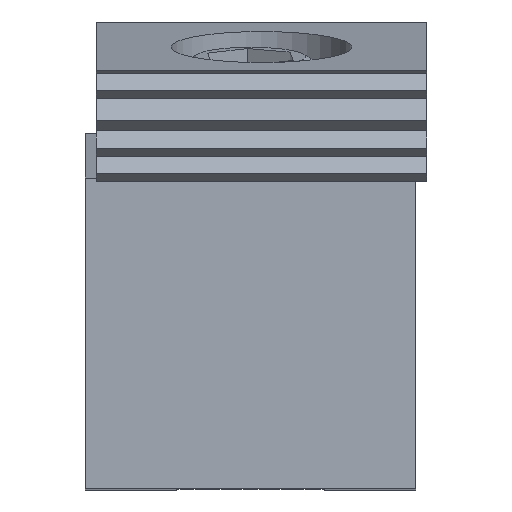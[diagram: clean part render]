
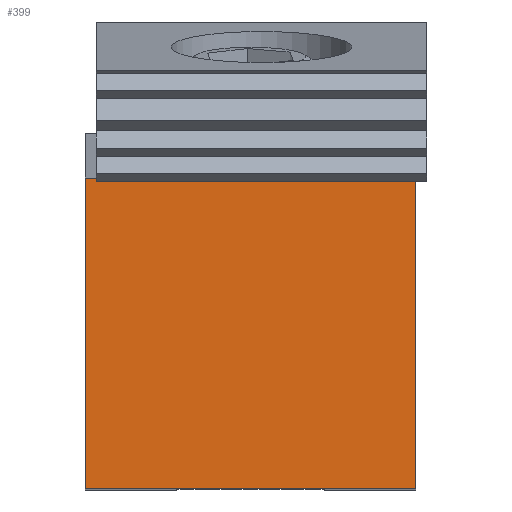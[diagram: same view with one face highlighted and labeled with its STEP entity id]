
A CAD part, top view. The second image highlights one B-rep face of the part: STEP entity #399.
In plain terms, the highlighted planar face has unit normal (0, 0, 1).
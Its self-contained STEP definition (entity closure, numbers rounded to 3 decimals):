
#380 = VERTEX_POINT ( 'NONE', #1409 ) ;
#382 = VERTEX_POINT ( 'NONE', #1404 ) ;
#398 = EDGE_CURVE ( 'NONE', #406, #382, #1413, .T. ) ;
#399 = ADVANCED_FACE ( 'NONE', ( #1342 ), #1647, .F. ) ;
#401 = EDGE_CURVE ( 'NONE', #570, #380, #1531, .T. ) ;
#402 = ORIENTED_EDGE ( 'NONE', *, *, #398, .F. ) ;
#403 = ORIENTED_EDGE ( 'NONE', *, *, #474, .F. ) ;
#405 = EDGE_CURVE ( 'NONE', #406, #570, #1639, .T. ) ;
#406 = VERTEX_POINT ( 'NONE', #1651 ) ;
#414 = EDGE_LOOP ( 'NONE', ( #418, #403, #402, #415 ) ) ;
#415 = ORIENTED_EDGE ( 'NONE', *, *, #405, .T. ) ;
#418 = ORIENTED_EDGE ( 'NONE', *, *, #401, .T. ) ;
#474 = EDGE_CURVE ( 'NONE', #382, #380, #1578, .T. ) ;
#570 = VERTEX_POINT ( 'NONE', #1867 ) ;
#1342 = FACE_OUTER_BOUND ( 'NONE', #414, .T. ) ;
#1404 = CARTESIAN_POINT ( 'NONE',  ( 19.05, 0., 0. ) ) ;
#1409 = CARTESIAN_POINT ( 'NONE',  ( -19.05, 0., 0. ) ) ;
#1413 = LINE ( 'NONE', #1416, #1415 ) ;
#1414 = DIRECTION ( 'NONE',  ( 0., -1., 0. ) ) ;
#1415 = VECTOR ( 'NONE', #1414, 1000. ) ;
#1416 = CARTESIAN_POINT ( 'NONE',  ( 19.05, 0., 0. ) ) ;
#1531 = LINE ( 'NONE', #1644, #1643 ) ;
#1532 = DIRECTION ( 'NONE',  ( -1., 0., 0. ) ) ;
#1533 = DIRECTION ( 'NONE',  ( 0., 0., -1. ) ) ;
#1534 = AXIS2_PLACEMENT_3D ( 'NONE', #1632, #1533, #1532 ) ;
#1574 = VECTOR ( 'NONE', #1657, 1000. ) ;
#1578 = LINE ( 'NONE', #1658, #1574 ) ;
#1631 = CARTESIAN_POINT ( 'NONE',  ( 19.05, 35.814, 0. ) ) ;
#1632 = CARTESIAN_POINT ( 'NONE',  ( 19.05, 0., 0. ) ) ;
#1638 = DIRECTION ( 'NONE',  ( 0., -1., 0. ) ) ;
#1639 = LINE ( 'NONE', #1631, #1650 ) ;
#1643 = VECTOR ( 'NONE', #1638, 1000. ) ;
#1644 = CARTESIAN_POINT ( 'NONE',  ( -19.05, 0., 0. ) ) ;
#1647 = PLANE ( 'NONE',  #1534 ) ;
#1649 = DIRECTION ( 'NONE',  ( -1., 0., 0. ) ) ;
#1650 = VECTOR ( 'NONE', #1649, 1000. ) ;
#1651 = CARTESIAN_POINT ( 'NONE',  ( 19.05, 35.814, 0. ) ) ;
#1657 = DIRECTION ( 'NONE',  ( -1., 0., 0. ) ) ;
#1658 = CARTESIAN_POINT ( 'NONE',  ( 19.05, 0., 0. ) ) ;
#1867 = CARTESIAN_POINT ( 'NONE',  ( -19.05, 35.814, 0. ) ) ;
